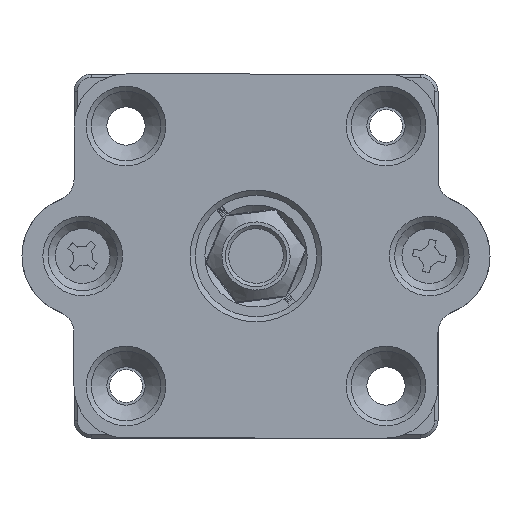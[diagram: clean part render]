
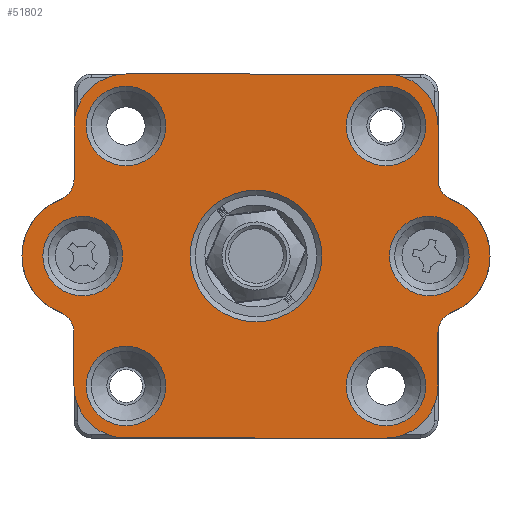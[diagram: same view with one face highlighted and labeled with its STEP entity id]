
A CAD part, front view. The second image highlights one B-rep face of the part: STEP entity #51802.
In plain terms, the highlighted face is planar.
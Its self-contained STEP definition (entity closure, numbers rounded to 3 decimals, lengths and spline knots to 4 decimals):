
#3129=FACE_BOUND('',#9071,.T.);
#3130=FACE_BOUND('',#9072,.T.);
#3131=FACE_BOUND('',#9073,.T.);
#3132=FACE_BOUND('',#9074,.T.);
#3133=FACE_BOUND('',#9075,.T.);
#3134=FACE_BOUND('',#9076,.T.);
#3135=FACE_BOUND('',#9077,.T.);
#3544=CIRCLE('',#55183,0.3);
#3550=CIRCLE('',#55192,0.35);
#3556=CIRCLE('',#55201,0.3);
#3563=CIRCLE('',#55211,0.3);
#3569=CIRCLE('',#55220,0.35);
#3571=CIRCLE('',#55222,0.35);
#3577=CIRCLE('',#55231,0.3);
#3597=CIRCLE('',#55264,0.23);
#3600=CIRCLE('',#55268,0.125);
#3601=CIRCLE('',#55269,0.125);
#3602=CIRCLE('',#55270,0.125);
#3603=CIRCLE('',#55271,0.125);
#3604=CIRCLE('',#55272,0.23);
#3605=CIRCLE('',#55273,0.23);
#3606=CIRCLE('',#55274,0.23);
#3607=CIRCLE('',#55275,0.38);
#3608=CIRCLE('',#55276,0.23);
#3609=CIRCLE('',#55277,0.23);
#6140=FACE_OUTER_BOUND('',#9070,.T.);
#9070=EDGE_LOOP('',(#36309,#36310,#36311,#36312,#36313,#36314,#36315,#36316,
#36317,#36318,#36319,#36320,#36321,#36322,#36323,#36324,#36325));
#9071=EDGE_LOOP('',(#36326));
#9072=EDGE_LOOP('',(#36327));
#9073=EDGE_LOOP('',(#36328));
#9074=EDGE_LOOP('',(#36329));
#9075=EDGE_LOOP('',(#36330));
#9076=EDGE_LOOP('',(#36331));
#9077=EDGE_LOOP('',(#36332));
#12366=LINE('',#78924,#17057);
#12367=LINE('',#78925,#17058);
#12368=LINE('',#78927,#17059);
#12369=LINE('',#78931,#17060);
#12370=LINE('',#78932,#17061);
#12371=LINE('',#78934,#17062);
#17057=VECTOR('',#62276,0.3937);
#17058=VECTOR('',#62277,0.3937);
#17059=VECTOR('',#62278,0.3937);
#17060=VECTOR('',#62283,0.3937);
#17061=VECTOR('',#62284,0.3937);
#17062=VECTOR('',#62285,0.3937);
#21698=VERTEX_POINT('',#78736);
#21699=VERTEX_POINT('',#78738);
#21706=VERTEX_POINT('',#78757);
#21707=VERTEX_POINT('',#78759);
#21714=VERTEX_POINT('',#78778);
#21715=VERTEX_POINT('',#78780);
#21723=VERTEX_POINT('',#78801);
#21724=VERTEX_POINT('',#78803);
#21730=VERTEX_POINT('',#78820);
#21731=VERTEX_POINT('',#78822);
#21734=VERTEX_POINT('',#78828);
#21741=VERTEX_POINT('',#78847);
#21742=VERTEX_POINT('',#78849);
#21762=VERTEX_POINT('',#78915);
#21765=VERTEX_POINT('',#78923);
#21766=VERTEX_POINT('',#78926);
#21767=VERTEX_POINT('',#78929);
#21768=VERTEX_POINT('',#78933);
#21769=VERTEX_POINT('',#78937);
#21770=VERTEX_POINT('',#78939);
#21771=VERTEX_POINT('',#78941);
#21772=VERTEX_POINT('',#78943);
#21773=VERTEX_POINT('',#78945);
#21774=VERTEX_POINT('',#78947);
#27230=EDGE_CURVE('',#21698,#21699,#3544,.T.);
#27240=EDGE_CURVE('',#21707,#21706,#3550,.T.);
#27250=EDGE_CURVE('',#21714,#21715,#3556,.T.);
#27261=EDGE_CURVE('',#21723,#21724,#3563,.T.);
#27270=EDGE_CURVE('',#21731,#21730,#3569,.T.);
#27274=EDGE_CURVE('',#21730,#21734,#3571,.T.);
#27283=EDGE_CURVE('',#21741,#21742,#3577,.T.);
#27316=EDGE_CURVE('',#21762,#21762,#3597,.T.);
#27320=EDGE_CURVE('',#21765,#21699,#12366,.T.);
#27321=EDGE_CURVE('',#21698,#21742,#12367,.T.);
#27322=EDGE_CURVE('',#21741,#21766,#12368,.T.);
#27323=EDGE_CURVE('',#21731,#21766,#3600,.T.);
#27324=EDGE_CURVE('',#21767,#21734,#3601,.T.);
#27325=EDGE_CURVE('',#21767,#21724,#12369,.T.);
#27326=EDGE_CURVE('',#21723,#21715,#12370,.T.);
#27327=EDGE_CURVE('',#21714,#21768,#12371,.T.);
#27328=EDGE_CURVE('',#21707,#21768,#3602,.T.);
#27329=EDGE_CURVE('',#21765,#21706,#3603,.T.);
#27330=EDGE_CURVE('',#21769,#21769,#3604,.T.);
#27331=EDGE_CURVE('',#21770,#21770,#3605,.T.);
#27332=EDGE_CURVE('',#21771,#21771,#3606,.T.);
#27333=EDGE_CURVE('',#21772,#21772,#3607,.T.);
#27334=EDGE_CURVE('',#21773,#21773,#3608,.T.);
#27335=EDGE_CURVE('',#21774,#21774,#3609,.T.);
#36309=ORIENTED_EDGE('',*,*,#27320,.T.);
#36310=ORIENTED_EDGE('',*,*,#27230,.F.);
#36311=ORIENTED_EDGE('',*,*,#27321,.T.);
#36312=ORIENTED_EDGE('',*,*,#27283,.F.);
#36313=ORIENTED_EDGE('',*,*,#27322,.T.);
#36314=ORIENTED_EDGE('',*,*,#27323,.F.);
#36315=ORIENTED_EDGE('',*,*,#27270,.T.);
#36316=ORIENTED_EDGE('',*,*,#27274,.T.);
#36317=ORIENTED_EDGE('',*,*,#27324,.F.);
#36318=ORIENTED_EDGE('',*,*,#27325,.T.);
#36319=ORIENTED_EDGE('',*,*,#27261,.F.);
#36320=ORIENTED_EDGE('',*,*,#27326,.T.);
#36321=ORIENTED_EDGE('',*,*,#27250,.F.);
#36322=ORIENTED_EDGE('',*,*,#27327,.T.);
#36323=ORIENTED_EDGE('',*,*,#27328,.F.);
#36324=ORIENTED_EDGE('',*,*,#27240,.T.);
#36325=ORIENTED_EDGE('',*,*,#27329,.F.);
#36326=ORIENTED_EDGE('',*,*,#27330,.F.);
#36327=ORIENTED_EDGE('',*,*,#27331,.F.);
#36328=ORIENTED_EDGE('',*,*,#27332,.F.);
#36329=ORIENTED_EDGE('',*,*,#27333,.F.);
#36330=ORIENTED_EDGE('',*,*,#27334,.F.);
#36331=ORIENTED_EDGE('',*,*,#27335,.F.);
#36332=ORIENTED_EDGE('',*,*,#27316,.F.);
#50119=PLANE('',#55267);
#51802=ADVANCED_FACE('',(#6140,#3129,#3130,#3131,#3132,#3133,#3134,#3135),
#50119,.T.);
#55183=AXIS2_PLACEMENT_3D('',#78739,#62072,#62073);
#55192=AXIS2_PLACEMENT_3D('',#78760,#62094,#62095);
#55201=AXIS2_PLACEMENT_3D('',#78781,#62116,#62117);
#55211=AXIS2_PLACEMENT_3D('',#78804,#62140,#62141);
#55220=AXIS2_PLACEMENT_3D('',#78823,#62161,#62162);
#55222=AXIS2_PLACEMENT_3D('',#78830,#62167,#62168);
#55231=AXIS2_PLACEMENT_3D('',#78850,#62188,#62189);
#55264=AXIS2_PLACEMENT_3D('',#78916,#62267,#62268);
#55267=AXIS2_PLACEMENT_3D('',#78922,#62274,#62275);
#55268=AXIS2_PLACEMENT_3D('',#78928,#62279,#62280);
#55269=AXIS2_PLACEMENT_3D('',#78930,#62281,#62282);
#55270=AXIS2_PLACEMENT_3D('',#78935,#62286,#62287);
#55271=AXIS2_PLACEMENT_3D('',#78936,#62288,#62289);
#55272=AXIS2_PLACEMENT_3D('',#78938,#62290,#62291);
#55273=AXIS2_PLACEMENT_3D('',#78940,#62292,#62293);
#55274=AXIS2_PLACEMENT_3D('',#78942,#62294,#62295);
#55275=AXIS2_PLACEMENT_3D('',#78944,#62296,#62297);
#55276=AXIS2_PLACEMENT_3D('',#78946,#62298,#62299);
#55277=AXIS2_PLACEMENT_3D('',#78948,#62300,#62301);
#62072=DIRECTION('center_axis',(0.,0.,-1.));
#62073=DIRECTION('ref_axis',(0.707,0.707,0.));
#62094=DIRECTION('center_axis',(0.,0.,1.));
#62095=DIRECTION('ref_axis',(1.,0.,0.));
#62116=DIRECTION('center_axis',(0.,0.,-1.));
#62117=DIRECTION('ref_axis',(0.707,-0.707,0.));
#62140=DIRECTION('center_axis',(0.,0.,-1.));
#62141=DIRECTION('ref_axis',(-0.707,-0.707,0.));
#62161=DIRECTION('center_axis',(0.,0.,1.));
#62162=DIRECTION('ref_axis',(1.,0.,0.));
#62167=DIRECTION('center_axis',(0.,0.,1.));
#62168=DIRECTION('ref_axis',(1.,0.,0.));
#62188=DIRECTION('center_axis',(0.,0.,-1.));
#62189=DIRECTION('ref_axis',(-0.707,0.707,0.));
#62267=DIRECTION('center_axis',(0.,0.,1.));
#62268=DIRECTION('ref_axis',(-1.,0.,0.));
#62274=DIRECTION('center_axis',(0.,0.,1.));
#62275=DIRECTION('ref_axis',(1.,0.,0.));
#62276=DIRECTION('',(0.,1.,0.));
#62277=DIRECTION('',(-1.,0.,0.));
#62278=DIRECTION('',(0.,-1.,0.));
#62279=DIRECTION('center_axis',(0.,0.,1.));
#62280=DIRECTION('ref_axis',(0.827,-0.562,0.));
#62281=DIRECTION('center_axis',(0.,0.,1.));
#62282=DIRECTION('ref_axis',(0.827,0.562,0.));
#62283=DIRECTION('',(0.,-1.,0.));
#62284=DIRECTION('',(1.,0.,0.));
#62285=DIRECTION('',(0.,1.,0.));
#62286=DIRECTION('center_axis',(0.,0.,1.));
#62287=DIRECTION('ref_axis',(-0.827,0.562,0.));
#62288=DIRECTION('center_axis',(0.,0.,1.));
#62289=DIRECTION('ref_axis',(-0.827,-0.562,0.));
#62290=DIRECTION('center_axis',(0.,0.,1.));
#62291=DIRECTION('ref_axis',(-1.,0.,0.));
#62292=DIRECTION('center_axis',(0.,0.,1.));
#62293=DIRECTION('ref_axis',(-1.,0.,0.));
#62294=DIRECTION('center_axis',(0.,0.,1.));
#62295=DIRECTION('ref_axis',(-1.,0.,0.));
#62296=DIRECTION('center_axis',(0.,0.,1.));
#62297=DIRECTION('ref_axis',(-1.,0.,0.));
#62298=DIRECTION('center_axis',(0.,0.,1.));
#62299=DIRECTION('ref_axis',(-1.,0.,0.));
#62300=DIRECTION('center_axis',(0.,0.,1.));
#62301=DIRECTION('ref_axis',(-1.,0.,0.));
#78736=CARTESIAN_POINT('',(0.75,1.05,0.15));
#78738=CARTESIAN_POINT('',(1.05,0.75,0.15));
#78739=CARTESIAN_POINT('Origin',(0.75,0.75,0.15));
#78757=CARTESIAN_POINT('',(1.1289,0.3254,0.15));
#78759=CARTESIAN_POINT('',(1.1289,-0.3254,0.15));
#78760=CARTESIAN_POINT('Origin',(1.,0.,0.15));
#78778=CARTESIAN_POINT('',(1.05,-0.75,0.15));
#78780=CARTESIAN_POINT('',(0.75,-1.05,0.15));
#78781=CARTESIAN_POINT('Origin',(0.75,-0.75,0.15));
#78801=CARTESIAN_POINT('',(-0.75,-1.05,0.15));
#78803=CARTESIAN_POINT('',(-1.05,-0.75,0.15));
#78804=CARTESIAN_POINT('Origin',(-0.75,-0.75,0.15));
#78820=CARTESIAN_POINT('',(-1.35,0.,0.15));
#78822=CARTESIAN_POINT('',(-1.1289,0.3254,0.15));
#78823=CARTESIAN_POINT('Origin',(-1.,0.,0.15));
#78828=CARTESIAN_POINT('',(-1.1289,-0.3254,0.15));
#78830=CARTESIAN_POINT('Origin',(-1.,0.,0.15));
#78847=CARTESIAN_POINT('',(-1.05,0.75,0.15));
#78849=CARTESIAN_POINT('',(-0.75,1.05,0.15));
#78850=CARTESIAN_POINT('Origin',(-0.75,0.75,0.15));
#78915=CARTESIAN_POINT('',(0.98,0.75,0.15));
#78916=CARTESIAN_POINT('Origin',(0.75,0.75,0.15));
#78922=CARTESIAN_POINT('Origin',(0.,0.,0.15));
#78923=CARTESIAN_POINT('',(1.05,0.4416,0.15));
#78924=CARTESIAN_POINT('',(1.05,-1.05,0.15));
#78925=CARTESIAN_POINT('',(1.05,1.05,0.15));
#78926=CARTESIAN_POINT('',(-1.05,0.4416,0.15));
#78927=CARTESIAN_POINT('',(-1.05,1.05,0.15));
#78928=CARTESIAN_POINT('Origin',(-1.175,0.4416,0.15));
#78929=CARTESIAN_POINT('',(-1.05,-0.4416,0.15));
#78930=CARTESIAN_POINT('Origin',(-1.175,-0.4416,0.15));
#78931=CARTESIAN_POINT('',(-1.05,1.05,0.15));
#78932=CARTESIAN_POINT('',(-1.05,-1.05,0.15));
#78933=CARTESIAN_POINT('',(1.05,-0.4416,0.15));
#78934=CARTESIAN_POINT('',(1.05,-1.05,0.15));
#78935=CARTESIAN_POINT('Origin',(1.175,-0.4416,0.15));
#78936=CARTESIAN_POINT('Origin',(1.175,0.4416,0.15));
#78937=CARTESIAN_POINT('',(-0.52,0.75,0.15));
#78938=CARTESIAN_POINT('Origin',(-0.75,0.75,0.15));
#78939=CARTESIAN_POINT('',(0.98,-0.75,0.15));
#78940=CARTESIAN_POINT('Origin',(0.75,-0.75,0.15));
#78941=CARTESIAN_POINT('',(-0.77,0.,0.15));
#78942=CARTESIAN_POINT('Origin',(-1.,0.,0.15));
#78943=CARTESIAN_POINT('',(0.38,0.,0.15));
#78944=CARTESIAN_POINT('Origin',(0.,0.,0.15));
#78945=CARTESIAN_POINT('',(1.23,0.,0.15));
#78946=CARTESIAN_POINT('Origin',(1.,0.,0.15));
#78947=CARTESIAN_POINT('',(-0.52,-0.75,0.15));
#78948=CARTESIAN_POINT('Origin',(-0.75,-0.75,0.15));
